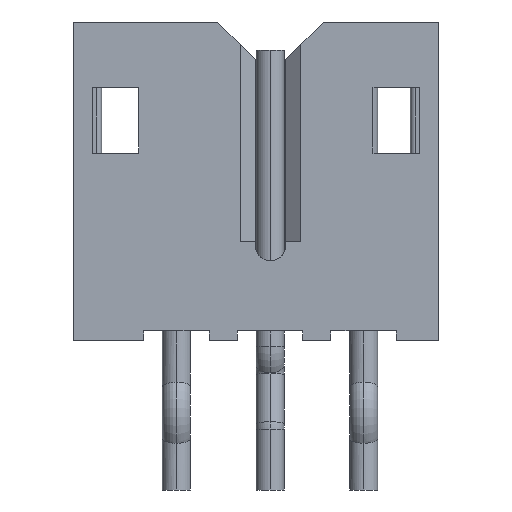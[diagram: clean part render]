
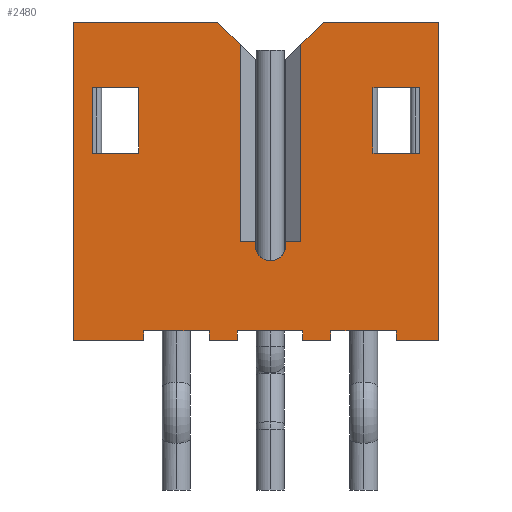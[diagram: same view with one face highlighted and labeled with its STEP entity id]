
A CAD part, front view. The second image highlights one B-rep face of the part: STEP entity #2480.
In plain terms, the highlighted planar face has unit normal (0, -1, 0).
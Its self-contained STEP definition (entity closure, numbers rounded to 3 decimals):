
#37=DIRECTION('',(0.,0.,1.));
#38=VECTOR('',#37,6.8);
#39=CARTESIAN_POINT('',(3.9,-1.6,-6.8));
#40=LINE('',#39,#38);
#479=DIRECTION('',(0.,0.,1.));
#480=VECTOR('',#479,1.4);
#481=CARTESIAN_POINT('',(-2.5,-1.6,-2.8));
#482=LINE('',#481,#480);
#483=DIRECTION('',(-1.,0.,0.));
#484=VECTOR('',#483,1.);
#485=CARTESIAN_POINT('',(-2.5,-1.6,-1.4));
#486=LINE('',#485,#484);
#487=DIRECTION('',(0.,0.,-1.));
#488=VECTOR('',#487,1.4);
#489=CARTESIAN_POINT('',(-3.5,-1.6,-1.4));
#490=LINE('',#489,#488);
#491=DIRECTION('',(1.,0.,0.));
#492=VECTOR('',#491,1.);
#493=CARTESIAN_POINT('',(-3.5,-1.6,-2.8));
#494=LINE('',#493,#492);
#495=DIRECTION('',(1.,0.,0.));
#496=VECTOR('',#495,1.);
#497=CARTESIAN_POINT('',(2.5,-1.6,-2.8));
#498=LINE('',#497,#496);
#499=DIRECTION('',(0.,0.,1.));
#500=VECTOR('',#499,1.4);
#501=CARTESIAN_POINT('',(3.5,-1.6,-2.8));
#502=LINE('',#501,#500);
#503=DIRECTION('',(-1.,0.,0.));
#504=VECTOR('',#503,1.);
#505=CARTESIAN_POINT('',(3.5,-1.6,-1.4));
#506=LINE('',#505,#504);
#507=DIRECTION('',(0.,0.,-1.));
#508=VECTOR('',#507,1.4);
#509=CARTESIAN_POINT('',(2.5,-1.6,-1.4));
#510=LINE('',#509,#508);
#511=DIRECTION('',(1.,0.,0.));
#512=VECTOR('',#511,0.325);
#513=CARTESIAN_POINT('',(-0.34,-1.6,-4.7));
#514=LINE('',#513,#512);
#515=DIRECTION('',(0.,0.,1.));
#516=VECTOR('',#515,0.075);
#517=CARTESIAN_POINT('',(-0.015,-1.6,-4.775));
#518=LINE('',#517,#516);
#519=CARTESIAN_POINT('',(0.31,-1.6,-4.775));
#520=DIRECTION('',(0.,1.,0.));
#521=DIRECTION('',(1.,0.,0.));
#522=AXIS2_PLACEMENT_3D('',#519,#520,#521);
#524=DIRECTION('',(0.,0.,-1.));
#525=VECTOR('',#524,0.075);
#526=CARTESIAN_POINT('',(0.635,-1.6,-4.7));
#527=LINE('',#526,#525);
#528=DIRECTION('',(1.,0.,0.));
#529=VECTOR('',#528,0.325);
#530=CARTESIAN_POINT('',(0.635,-1.6,-4.7));
#531=LINE('',#530,#529);
#532=DIRECTION('',(0.,0.,-1.));
#533=VECTOR('',#532,4.225);
#534=CARTESIAN_POINT('',(0.96,-1.6,-0.475));
#535=LINE('',#534,#533);
#536=DIRECTION('',(-0.707,0.,-0.707));
#537=VECTOR('',#536,0.672);
#538=CARTESIAN_POINT('',(1.435,-1.6,0.));
#539=LINE('',#538,#537);
#540=DIRECTION('',(-1.,0.,0.));
#541=VECTOR('',#540,0.9);
#542=CARTESIAN_POINT('',(3.9,-1.6,-6.8));
#543=LINE('',#542,#541);
#544=DIRECTION('',(0.,0.,1.));
#545=VECTOR('',#544,0.2);
#546=CARTESIAN_POINT('',(3.,-1.6,-6.8));
#547=LINE('',#546,#545);
#548=DIRECTION('',(-1.,0.,0.));
#549=VECTOR('',#548,1.4);
#550=CARTESIAN_POINT('',(3.,-1.6,-6.6));
#551=LINE('',#550,#549);
#552=DIRECTION('',(0.,0.,1.));
#553=VECTOR('',#552,0.2);
#554=CARTESIAN_POINT('',(1.6,-1.6,-6.8));
#555=LINE('',#554,#553);
#556=DIRECTION('',(-1.,0.,0.));
#557=VECTOR('',#556,0.6);
#558=CARTESIAN_POINT('',(1.6,-1.6,-6.8));
#559=LINE('',#558,#557);
#560=DIRECTION('',(0.,0.,1.));
#561=VECTOR('',#560,0.2);
#562=CARTESIAN_POINT('',(1.,-1.6,-6.8));
#563=LINE('',#562,#561);
#564=DIRECTION('',(-1.,0.,0.));
#565=VECTOR('',#564,1.4);
#566=CARTESIAN_POINT('',(1.,-1.6,-6.6));
#567=LINE('',#566,#565);
#568=DIRECTION('',(0.,0.,1.));
#569=VECTOR('',#568,0.2);
#570=CARTESIAN_POINT('',(-0.4,-1.6,-6.8));
#571=LINE('',#570,#569);
#572=DIRECTION('',(-1.,0.,0.));
#573=VECTOR('',#572,0.6);
#574=CARTESIAN_POINT('',(-0.4,-1.6,-6.8));
#575=LINE('',#574,#573);
#576=DIRECTION('',(0.,0.,1.));
#577=VECTOR('',#576,0.2);
#578=CARTESIAN_POINT('',(-1.,-1.6,-6.8));
#579=LINE('',#578,#577);
#580=DIRECTION('',(-1.,0.,0.));
#581=VECTOR('',#580,1.4);
#582=CARTESIAN_POINT('',(-1.,-1.6,-6.6));
#583=LINE('',#582,#581);
#584=DIRECTION('',(0.,0.,1.));
#585=VECTOR('',#584,0.2);
#586=CARTESIAN_POINT('',(-2.4,-1.6,-6.8));
#587=LINE('',#586,#585);
#588=DIRECTION('',(-1.,0.,0.));
#589=VECTOR('',#588,1.5);
#590=CARTESIAN_POINT('',(-2.4,-1.6,-6.8));
#591=LINE('',#590,#589);
#592=DIRECTION('',(-0.707,0.,0.707));
#593=VECTOR('',#592,0.672);
#594=CARTESIAN_POINT('',(-0.34,-1.6,-0.475));
#595=LINE('',#594,#593);
#596=DIRECTION('',(0.,0.,-1.));
#597=VECTOR('',#596,4.225);
#598=CARTESIAN_POINT('',(-0.34,-1.6,-0.475));
#599=LINE('',#598,#597);
#750=DIRECTION('',(-1.,0.,0.));
#751=VECTOR('',#750,2.465);
#752=CARTESIAN_POINT('',(3.9,-1.6,0.));
#753=LINE('',#752,#751);
#758=DIRECTION('',(-1.,0.,0.));
#759=VECTOR('',#758,3.085);
#760=CARTESIAN_POINT('',(-0.815,-1.6,0.));
#761=LINE('',#760,#759);
#883=DIRECTION('',(0.,0.,1.));
#884=VECTOR('',#883,6.8);
#885=CARTESIAN_POINT('',(-3.9,-1.6,-6.8));
#886=LINE('',#885,#884);
#1383=CARTESIAN_POINT('',(3.9,-1.6,0.));
#1385=VERTEX_POINT('',#1383);
#1395=CARTESIAN_POINT('',(3.9,-1.6,-6.8));
#1396=VERTEX_POINT('',#1395);
#1397=CARTESIAN_POINT('',(-3.9,-1.6,0.));
#1399=VERTEX_POINT('',#1397);
#1409=CARTESIAN_POINT('',(-3.9,-1.6,-6.8));
#1410=VERTEX_POINT('',#1409);
#1455=CARTESIAN_POINT('',(-1.,-1.6,-6.8));
#1456=VERTEX_POINT('',#1455);
#1457=CARTESIAN_POINT('',(-2.4,-1.6,-6.8));
#1458=VERTEX_POINT('',#1457);
#1459=CARTESIAN_POINT('',(-1.,-1.6,-6.6));
#1460=VERTEX_POINT('',#1459);
#1461=CARTESIAN_POINT('',(-2.4,-1.6,-6.6));
#1462=VERTEX_POINT('',#1461);
#1465=CARTESIAN_POINT('',(-2.5,-1.6,-2.8));
#1466=CARTESIAN_POINT('',(-2.5,-1.6,-1.4));
#1467=VERTEX_POINT('',#1465);
#1468=VERTEX_POINT('',#1466);
#1469=CARTESIAN_POINT('',(-3.5,-1.6,-1.4));
#1470=VERTEX_POINT('',#1469);
#1471=CARTESIAN_POINT('',(-3.5,-1.6,-2.8));
#1472=VERTEX_POINT('',#1471);
#1473=CARTESIAN_POINT('',(2.5,-1.6,-2.8));
#1474=CARTESIAN_POINT('',(3.5,-1.6,-2.8));
#1475=VERTEX_POINT('',#1473);
#1476=VERTEX_POINT('',#1474);
#1477=CARTESIAN_POINT('',(3.5,-1.6,-1.4));
#1478=VERTEX_POINT('',#1477);
#1479=CARTESIAN_POINT('',(2.5,-1.6,-1.4));
#1480=VERTEX_POINT('',#1479);
#1501=CARTESIAN_POINT('',(1.435,-1.6,0.));
#1503=VERTEX_POINT('',#1501);
#1505=CARTESIAN_POINT('',(0.635,-1.6,-4.775));
#1506=CARTESIAN_POINT('',(-0.015,-1.6,-4.775));
#1507=VERTEX_POINT('',#1505);
#1508=VERTEX_POINT('',#1506);
#1526=CARTESIAN_POINT('',(-0.815,-1.6,0.));
#1528=VERTEX_POINT('',#1526);
#1530=CARTESIAN_POINT('',(-0.34,-1.6,-4.7));
#1531=CARTESIAN_POINT('',(-0.015,-1.6,-4.7));
#1532=VERTEX_POINT('',#1530);
#1533=VERTEX_POINT('',#1531);
#1534=CARTESIAN_POINT('',(0.635,-1.6,-4.7));
#1535=CARTESIAN_POINT('',(0.96,-1.6,-4.7));
#1536=VERTEX_POINT('',#1534);
#1537=VERTEX_POINT('',#1535);
#1538=CARTESIAN_POINT('',(-0.34,-1.6,-0.475));
#1539=VERTEX_POINT('',#1538);
#1540=CARTESIAN_POINT('',(0.96,-1.6,-0.475));
#1541=VERTEX_POINT('',#1540);
#1648=CARTESIAN_POINT('',(1.,-1.6,-6.6));
#1650=VERTEX_POINT('',#1648);
#1652=CARTESIAN_POINT('',(-0.4,-1.6,-6.6));
#1654=VERTEX_POINT('',#1652);
#1667=CARTESIAN_POINT('',(1.,-1.6,-6.8));
#1668=VERTEX_POINT('',#1667);
#1669=CARTESIAN_POINT('',(-0.4,-1.6,-6.8));
#1670=VERTEX_POINT('',#1669);
#1738=CARTESIAN_POINT('',(3.,-1.6,-6.6));
#1740=VERTEX_POINT('',#1738);
#1742=CARTESIAN_POINT('',(1.6,-1.6,-6.6));
#1744=VERTEX_POINT('',#1742);
#1757=CARTESIAN_POINT('',(3.,-1.6,-6.8));
#1758=VERTEX_POINT('',#1757);
#1759=CARTESIAN_POINT('',(1.6,-1.6,-6.8));
#1760=VERTEX_POINT('',#1759);
#2413=CARTESIAN_POINT('',(3.9,-1.6,-6.8));
#2414=DIRECTION('',(0.,-1.,0.));
#2415=DIRECTION('',(0.,0.,1.));
#2416=AXIS2_PLACEMENT_3D('',#2413,#2414,#2415);
#2417=PLANE('',#2416);
#2419=ORIENTED_EDGE('',*,*,#2418,.T.);
#2421=ORIENTED_EDGE('',*,*,#2420,.F.);
#2423=ORIENTED_EDGE('',*,*,#2422,.F.);
#2425=ORIENTED_EDGE('',*,*,#2424,.F.);
#2427=ORIENTED_EDGE('',*,*,#2426,.T.);
#2429=ORIENTED_EDGE('',*,*,#2428,.F.);
#2431=ORIENTED_EDGE('',*,*,#2430,.F.);
#2433=ORIENTED_EDGE('',*,*,#2432,.F.);
#2434=ORIENTED_EDGE('',*,*,#1778,.F.);
#2435=ORIENTED_EDGE('',*,*,#2248,.T.);
#2436=ORIENTED_EDGE('',*,*,#2332,.T.);
#2437=ORIENTED_EDGE('',*,*,#2369,.T.);
#2439=ORIENTED_EDGE('',*,*,#2438,.F.);
#2440=ORIENTED_EDGE('',*,*,#2272,.T.);
#2441=ORIENTED_EDGE('',*,*,#2406,.T.);
#2442=ORIENTED_EDGE('',*,*,#2349,.T.);
#2444=ORIENTED_EDGE('',*,*,#2443,.F.);
#2445=ORIENTED_EDGE('',*,*,#2236,.T.);
#2447=ORIENTED_EDGE('',*,*,#2446,.T.);
#2448=ORIENTED_EDGE('',*,*,#2387,.T.);
#2449=ORIENTED_EDGE('',*,*,#2285,.F.);
#2450=ORIENTED_EDGE('',*,*,#2220,.T.);
#2452=ORIENTED_EDGE('',*,*,#2451,.T.);
#2454=ORIENTED_EDGE('',*,*,#2453,.F.);
#2456=ORIENTED_EDGE('',*,*,#2455,.F.);
#2458=ORIENTED_EDGE('',*,*,#2457,.T.);
#2459=EDGE_LOOP('',(#2419,#2421,#2423,#2425,#2427,#2429,#2431,#2433,#2434,#2435,
#2436,#2437,#2439,#2440,#2441,#2442,#2444,#2445,#2447,#2448,#2449,#2450,#2452,
#2454,#2456,#2458));
#2460=FACE_OUTER_BOUND('',#2459,.F.);
#2462=ORIENTED_EDGE('',*,*,#2461,.T.);
#2464=ORIENTED_EDGE('',*,*,#2463,.T.);
#2465=ORIENTED_EDGE('',*,*,#1978,.T.);
#2467=ORIENTED_EDGE('',*,*,#2466,.T.);
#2468=EDGE_LOOP('',(#2462,#2464,#2465,#2467));
#2469=FACE_BOUND('',#2468,.F.);
#2471=ORIENTED_EDGE('',*,*,#2470,.T.);
#2473=ORIENTED_EDGE('',*,*,#2472,.T.);
#2475=ORIENTED_EDGE('',*,*,#2474,.T.);
#2477=ORIENTED_EDGE('',*,*,#2476,.T.);
#2478=EDGE_LOOP('',(#2471,#2473,#2475,#2477));
#2479=FACE_BOUND('',#2478,.F.);
#523=CIRCLE('',#522,0.325);
#1778=EDGE_CURVE('',#1396,#1385,#40,.T.);
#1978=EDGE_CURVE('',#1470,#1472,#490,.T.);
#2220=EDGE_CURVE('',#1458,#1410,#591,.T.);
#2236=EDGE_CURVE('',#1670,#1456,#575,.T.);
#2248=EDGE_CURVE('',#1396,#1758,#543,.T.);
#2272=EDGE_CURVE('',#1760,#1668,#559,.T.);
#2285=EDGE_CURVE('',#1458,#1462,#587,.T.);
#2332=EDGE_CURVE('',#1758,#1740,#547,.T.);
#2349=EDGE_CURVE('',#1650,#1654,#567,.T.);
#2369=EDGE_CURVE('',#1740,#1744,#551,.T.);
#2387=EDGE_CURVE('',#1460,#1462,#583,.T.);
#2406=EDGE_CURVE('',#1668,#1650,#563,.T.);
#2418=EDGE_CURVE('',#1532,#1533,#514,.T.);
#2420=EDGE_CURVE('',#1508,#1533,#518,.T.);
#2422=EDGE_CURVE('',#1507,#1508,#523,.T.);
#2424=EDGE_CURVE('',#1536,#1507,#527,.T.);
#2426=EDGE_CURVE('',#1536,#1537,#531,.T.);
#2428=EDGE_CURVE('',#1541,#1537,#535,.T.);
#2430=EDGE_CURVE('',#1503,#1541,#539,.T.);
#2432=EDGE_CURVE('',#1385,#1503,#753,.T.);
#2438=EDGE_CURVE('',#1760,#1744,#555,.T.);
#2443=EDGE_CURVE('',#1670,#1654,#571,.T.);
#2446=EDGE_CURVE('',#1456,#1460,#579,.T.);
#2451=EDGE_CURVE('',#1410,#1399,#886,.T.);
#2453=EDGE_CURVE('',#1528,#1399,#761,.T.);
#2455=EDGE_CURVE('',#1539,#1528,#595,.T.);
#2457=EDGE_CURVE('',#1539,#1532,#599,.T.);
#2461=EDGE_CURVE('',#1467,#1468,#482,.T.);
#2463=EDGE_CURVE('',#1468,#1470,#486,.T.);
#2466=EDGE_CURVE('',#1472,#1467,#494,.T.);
#2470=EDGE_CURVE('',#1475,#1476,#498,.T.);
#2472=EDGE_CURVE('',#1476,#1478,#502,.T.);
#2474=EDGE_CURVE('',#1478,#1480,#506,.T.);
#2476=EDGE_CURVE('',#1480,#1475,#510,.T.);
#2480=ADVANCED_FACE('',(#2460,#2469,#2479),#2417,.T.);
